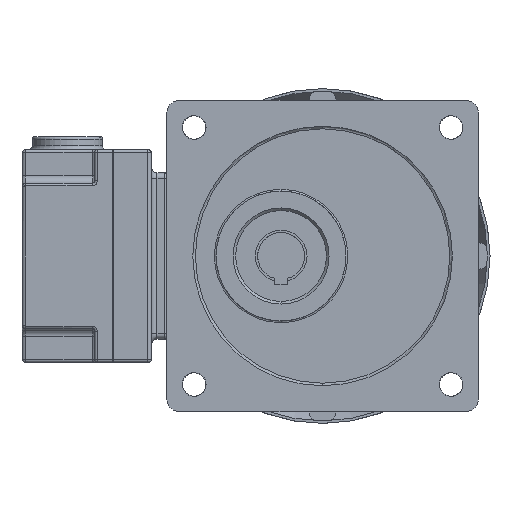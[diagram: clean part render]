
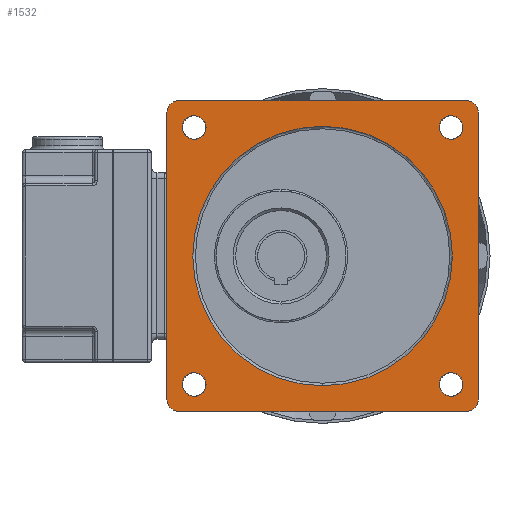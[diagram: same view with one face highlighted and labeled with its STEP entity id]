
A CAD part, front view. The second image highlights one B-rep face of the part: STEP entity #1532.
In plain terms, the highlighted planar face has unit normal (0, -1, 0).
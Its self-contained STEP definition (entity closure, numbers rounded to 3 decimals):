
#20=CARTESIAN_POINT('',(-55.,1.,55.));
#21=DIRECTION('',(0.,1.,0.));
#22=DIRECTION('',(-1.,0.,0.));
#23=AXIS2_PLACEMENT_3D('',#20,#21,#22);
#25=CARTESIAN_POINT('',(55.,1.,55.));
#26=DIRECTION('',(0.,1.,0.));
#27=DIRECTION('',(0.,0.,1.));
#28=AXIS2_PLACEMENT_3D('',#25,#26,#27);
#30=CARTESIAN_POINT('',(55.,1.,-55.));
#31=DIRECTION('',(0.,1.,0.));
#32=DIRECTION('',(1.,0.,0.));
#33=AXIS2_PLACEMENT_3D('',#30,#31,#32);
#35=CARTESIAN_POINT('',(-55.,1.,-55.));
#36=DIRECTION('',(0.,1.,0.));
#37=DIRECTION('',(0.,0.,-1.));
#38=AXIS2_PLACEMENT_3D('',#35,#36,#37);
#40=CARTESIAN_POINT('',(0.,1.,0.));
#41=DIRECTION('',(0.,-1.,0.));
#42=DIRECTION('',(0.,0.,1.));
#43=AXIS2_PLACEMENT_3D('',#40,#41,#42);
#45=CARTESIAN_POINT('',(0.,1.,0.));
#46=DIRECTION('',(0.,-1.,0.));
#47=DIRECTION('',(0.,0.,-1.));
#48=AXIS2_PLACEMENT_3D('',#45,#46,#47);
#50=CARTESIAN_POINT('',(-49.497,1.,-49.497));
#51=DIRECTION('',(0.,-1.,0.));
#52=DIRECTION('',(-1.,0.,0.));
#53=AXIS2_PLACEMENT_3D('',#50,#51,#52);
#55=CARTESIAN_POINT('',(-49.497,1.,-49.497));
#56=DIRECTION('',(0.,-1.,0.));
#57=DIRECTION('',(-0.998,0.,-0.064));
#58=AXIS2_PLACEMENT_3D('',#55,#56,#57);
#60=CARTESIAN_POINT('',(-49.497,1.,-49.497));
#61=DIRECTION('',(0.,-1.,0.));
#62=DIRECTION('',(1.,0.,0.));
#63=AXIS2_PLACEMENT_3D('',#60,#61,#62);
#65=CARTESIAN_POINT('',(-49.497,1.,-49.497));
#66=DIRECTION('',(0.,-1.,0.));
#67=DIRECTION('',(0.998,0.,0.064));
#68=AXIS2_PLACEMENT_3D('',#65,#66,#67);
#70=CARTESIAN_POINT('',(-49.497,1.,49.497));
#71=DIRECTION('',(0.,-1.,0.));
#72=DIRECTION('',(1.,0.,0.));
#73=AXIS2_PLACEMENT_3D('',#70,#71,#72);
#75=CARTESIAN_POINT('',(-49.497,1.,49.497));
#76=DIRECTION('',(0.,-1.,0.));
#77=DIRECTION('',(0.998,0.,0.064));
#78=AXIS2_PLACEMENT_3D('',#75,#76,#77);
#80=CARTESIAN_POINT('',(-49.497,1.,49.497));
#81=DIRECTION('',(0.,-1.,0.));
#82=DIRECTION('',(-1.,0.,0.));
#83=AXIS2_PLACEMENT_3D('',#80,#81,#82);
#85=CARTESIAN_POINT('',(-49.497,1.,49.497));
#86=DIRECTION('',(0.,-1.,0.));
#87=DIRECTION('',(-0.998,0.,-0.064));
#88=AXIS2_PLACEMENT_3D('',#85,#86,#87);
#90=CARTESIAN_POINT('',(49.497,1.,49.497));
#91=DIRECTION('',(0.,-1.,0.));
#92=DIRECTION('',(1.,0.,0.));
#93=AXIS2_PLACEMENT_3D('',#90,#91,#92);
#95=CARTESIAN_POINT('',(49.497,1.,49.497));
#96=DIRECTION('',(0.,-1.,0.));
#97=DIRECTION('',(0.998,0.,0.064));
#98=AXIS2_PLACEMENT_3D('',#95,#96,#97);
#100=CARTESIAN_POINT('',(49.497,1.,49.497));
#101=DIRECTION('',(0.,-1.,0.));
#102=DIRECTION('',(-1.,0.,0.));
#103=AXIS2_PLACEMENT_3D('',#100,#101,#102);
#105=CARTESIAN_POINT('',(49.497,1.,49.497));
#106=DIRECTION('',(0.,-1.,0.));
#107=DIRECTION('',(-0.998,0.,-0.064));
#108=AXIS2_PLACEMENT_3D('',#105,#106,#107);
#110=CARTESIAN_POINT('',(49.497,1.,-49.497));
#111=DIRECTION('',(0.,-1.,0.));
#112=DIRECTION('',(1.,0.,0.));
#113=AXIS2_PLACEMENT_3D('',#110,#111,#112);
#115=CARTESIAN_POINT('',(49.497,1.,-49.497));
#116=DIRECTION('',(0.,-1.,0.));
#117=DIRECTION('',(0.998,0.,0.064));
#118=AXIS2_PLACEMENT_3D('',#115,#116,#117);
#120=CARTESIAN_POINT('',(49.497,1.,-49.497));
#121=DIRECTION('',(0.,-1.,0.));
#122=DIRECTION('',(-1.,0.,0.));
#123=AXIS2_PLACEMENT_3D('',#120,#121,#122);
#125=CARTESIAN_POINT('',(49.497,1.,-49.497));
#126=DIRECTION('',(0.,-1.,0.));
#127=DIRECTION('',(-0.998,0.,-0.064));
#128=AXIS2_PLACEMENT_3D('',#125,#126,#127);
#130=DIRECTION('',(0.,0.,-1.));
#131=VECTOR('',#130,110.);
#132=CARTESIAN_POINT('',(-60.,1.,55.));
#133=LINE('',#132,#131);
#146=DIRECTION('',(1.,0.,0.));
#147=VECTOR('',#146,110.);
#148=CARTESIAN_POINT('',(-55.,1.,-60.));
#149=LINE('',#148,#147);
#162=DIRECTION('',(0.,0.,1.));
#163=VECTOR('',#162,110.);
#164=CARTESIAN_POINT('',(60.,1.,-55.));
#165=LINE('',#164,#163);
#178=DIRECTION('',(-1.,0.,0.));
#179=VECTOR('',#178,110.);
#180=CARTESIAN_POINT('',(55.,1.,60.));
#181=LINE('',#180,#179);
#1125=CARTESIAN_POINT('',(0.,1.,-50.));
#1126=CARTESIAN_POINT('',(0.,1.,50.));
#1127=VERTEX_POINT('',#1125);
#1128=VERTEX_POINT('',#1126);
#1129=CARTESIAN_POINT('',(-60.,1.,55.));
#1130=CARTESIAN_POINT('',(-60.,1.,-55.));
#1131=VERTEX_POINT('',#1129);
#1132=VERTEX_POINT('',#1130);
#1133=CARTESIAN_POINT('',(-55.,1.,60.));
#1134=VERTEX_POINT('',#1133);
#1135=CARTESIAN_POINT('',(55.,1.,60.));
#1136=VERTEX_POINT('',#1135);
#1137=CARTESIAN_POINT('',(60.,1.,55.));
#1138=VERTEX_POINT('',#1137);
#1139=CARTESIAN_POINT('',(60.,1.,-55.));
#1140=VERTEX_POINT('',#1139);
#1141=CARTESIAN_POINT('',(55.,1.,-60.));
#1142=VERTEX_POINT('',#1141);
#1143=CARTESIAN_POINT('',(-55.,1.,-60.));
#1144=VERTEX_POINT('',#1143);
#1145=CARTESIAN_POINT('',(-54.083,1.,-49.497));
#1146=CARTESIAN_POINT('',(-54.074,1.,-49.79));
#1147=VERTEX_POINT('',#1145);
#1148=VERTEX_POINT('',#1146);
#1149=CARTESIAN_POINT('',(-44.912,1.,-49.497));
#1150=VERTEX_POINT('',#1149);
#1151=CARTESIAN_POINT('',(-44.921,1.,-49.205));
#1152=VERTEX_POINT('',#1151);
#1153=CARTESIAN_POINT('',(-44.912,1.,49.497));
#1154=CARTESIAN_POINT('',(-44.921,1.,49.79));
#1155=VERTEX_POINT('',#1153);
#1156=VERTEX_POINT('',#1154);
#1157=CARTESIAN_POINT('',(-54.083,1.,49.497));
#1158=VERTEX_POINT('',#1157);
#1159=CARTESIAN_POINT('',(-54.074,1.,49.205));
#1160=VERTEX_POINT('',#1159);
#1161=CARTESIAN_POINT('',(54.083,1.,49.497));
#1162=CARTESIAN_POINT('',(54.074,1.,49.79));
#1163=VERTEX_POINT('',#1161);
#1164=VERTEX_POINT('',#1162);
#1165=CARTESIAN_POINT('',(44.912,1.,49.497));
#1166=VERTEX_POINT('',#1165);
#1167=CARTESIAN_POINT('',(44.921,1.,49.205));
#1168=VERTEX_POINT('',#1167);
#1169=CARTESIAN_POINT('',(54.083,1.,-49.497));
#1170=CARTESIAN_POINT('',(54.074,1.,-49.205));
#1171=VERTEX_POINT('',#1169);
#1172=VERTEX_POINT('',#1170);
#1173=CARTESIAN_POINT('',(44.912,1.,-49.497));
#1174=VERTEX_POINT('',#1173);
#1175=CARTESIAN_POINT('',(44.921,1.,-49.79));
#1176=VERTEX_POINT('',#1175);
#1465=CARTESIAN_POINT('',(0.,1.,0.));
#1466=DIRECTION('',(0.,-1.,0.));
#1467=DIRECTION('',(0.,0.,1.));
#1468=AXIS2_PLACEMENT_3D('',#1465,#1466,#1467);
#1469=PLANE('',#1468);
#1471=ORIENTED_EDGE('',*,*,#1470,.F.);
#1473=ORIENTED_EDGE('',*,*,#1472,.T.);
#1475=ORIENTED_EDGE('',*,*,#1474,.F.);
#1477=ORIENTED_EDGE('',*,*,#1476,.T.);
#1479=ORIENTED_EDGE('',*,*,#1478,.F.);
#1481=ORIENTED_EDGE('',*,*,#1480,.T.);
#1483=ORIENTED_EDGE('',*,*,#1482,.F.);
#1485=ORIENTED_EDGE('',*,*,#1484,.T.);
#1486=EDGE_LOOP('',(#1471,#1473,#1475,#1477,#1479,#1481,#1483,#1485));
#1487=FACE_OUTER_BOUND('',#1486,.F.);
#1489=ORIENTED_EDGE('',*,*,#1488,.T.);
#1491=ORIENTED_EDGE('',*,*,#1490,.T.);
#1492=EDGE_LOOP('',(#1489,#1491));
#1493=FACE_BOUND('',#1492,.F.);
#1495=ORIENTED_EDGE('',*,*,#1494,.T.);
#1497=ORIENTED_EDGE('',*,*,#1496,.T.);
#1499=ORIENTED_EDGE('',*,*,#1498,.T.);
#1501=ORIENTED_EDGE('',*,*,#1500,.T.);
#1502=EDGE_LOOP('',(#1495,#1497,#1499,#1501));
#1503=FACE_BOUND('',#1502,.F.);
#1504=ORIENTED_EDGE('',*,*,#1454,.T.);
#1505=ORIENTED_EDGE('',*,*,#1452,.T.);
#1507=ORIENTED_EDGE('',*,*,#1506,.T.);
#1509=ORIENTED_EDGE('',*,*,#1508,.T.);
#1510=EDGE_LOOP('',(#1504,#1505,#1507,#1509));
#1511=FACE_BOUND('',#1510,.F.);
#1513=ORIENTED_EDGE('',*,*,#1512,.T.);
#1515=ORIENTED_EDGE('',*,*,#1514,.T.);
#1517=ORIENTED_EDGE('',*,*,#1516,.T.);
#1519=ORIENTED_EDGE('',*,*,#1518,.T.);
#1520=EDGE_LOOP('',(#1513,#1515,#1517,#1519));
#1521=FACE_BOUND('',#1520,.F.);
#1523=ORIENTED_EDGE('',*,*,#1522,.T.);
#1525=ORIENTED_EDGE('',*,*,#1524,.T.);
#1527=ORIENTED_EDGE('',*,*,#1526,.T.);
#1529=ORIENTED_EDGE('',*,*,#1528,.T.);
#1530=EDGE_LOOP('',(#1523,#1525,#1527,#1529));
#1531=FACE_BOUND('',#1530,.F.);
#24=CIRCLE('',#23,5.);
#29=CIRCLE('',#28,5.);
#34=CIRCLE('',#33,5.);
#39=CIRCLE('',#38,5.);
#44=CIRCLE('',#43,50.);
#49=CIRCLE('',#48,50.);
#54=CIRCLE('',#53,4.586);
#59=CIRCLE('',#58,4.586);
#64=CIRCLE('',#63,4.586);
#69=CIRCLE('',#68,4.586);
#74=CIRCLE('',#73,4.586);
#79=CIRCLE('',#78,4.586);
#84=CIRCLE('',#83,4.586);
#89=CIRCLE('',#88,4.586);
#94=CIRCLE('',#93,4.586);
#99=CIRCLE('',#98,4.586);
#104=CIRCLE('',#103,4.586);
#109=CIRCLE('',#108,4.586);
#114=CIRCLE('',#113,4.586);
#119=CIRCLE('',#118,4.586);
#124=CIRCLE('',#123,4.586);
#129=CIRCLE('',#128,4.586);
#1452=EDGE_CURVE('',#1156,#1158,#79,.T.);
#1454=EDGE_CURVE('',#1155,#1156,#74,.T.);
#1470=EDGE_CURVE('',#1131,#1132,#133,.T.);
#1472=EDGE_CURVE('',#1131,#1134,#24,.T.);
#1474=EDGE_CURVE('',#1136,#1134,#181,.T.);
#1476=EDGE_CURVE('',#1136,#1138,#29,.T.);
#1478=EDGE_CURVE('',#1140,#1138,#165,.T.);
#1480=EDGE_CURVE('',#1140,#1142,#34,.T.);
#1482=EDGE_CURVE('',#1144,#1142,#149,.T.);
#1484=EDGE_CURVE('',#1144,#1132,#39,.T.);
#1488=EDGE_CURVE('',#1128,#1127,#44,.T.);
#1490=EDGE_CURVE('',#1127,#1128,#49,.T.);
#1494=EDGE_CURVE('',#1147,#1148,#54,.T.);
#1496=EDGE_CURVE('',#1148,#1150,#59,.T.);
#1498=EDGE_CURVE('',#1150,#1152,#64,.T.);
#1500=EDGE_CURVE('',#1152,#1147,#69,.T.);
#1506=EDGE_CURVE('',#1158,#1160,#84,.T.);
#1508=EDGE_CURVE('',#1160,#1155,#89,.T.);
#1512=EDGE_CURVE('',#1163,#1164,#94,.T.);
#1514=EDGE_CURVE('',#1164,#1166,#99,.T.);
#1516=EDGE_CURVE('',#1166,#1168,#104,.T.);
#1518=EDGE_CURVE('',#1168,#1163,#109,.T.);
#1522=EDGE_CURVE('',#1171,#1172,#114,.T.);
#1524=EDGE_CURVE('',#1172,#1174,#119,.T.);
#1526=EDGE_CURVE('',#1174,#1176,#124,.T.);
#1528=EDGE_CURVE('',#1176,#1171,#129,.T.);
#1532=ADVANCED_FACE('',(#1487,#1493,#1503,#1511,#1521,#1531),#1469,.T.);
